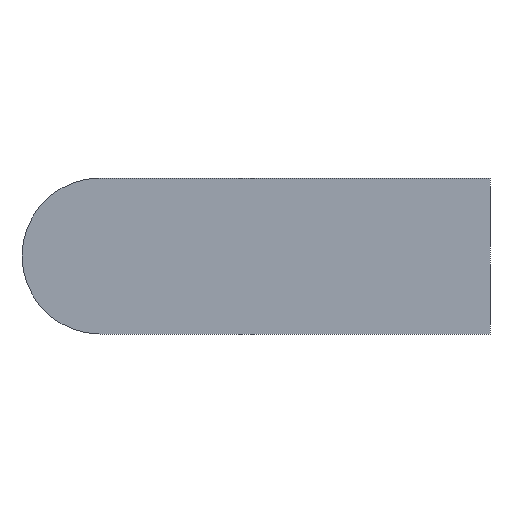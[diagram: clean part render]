
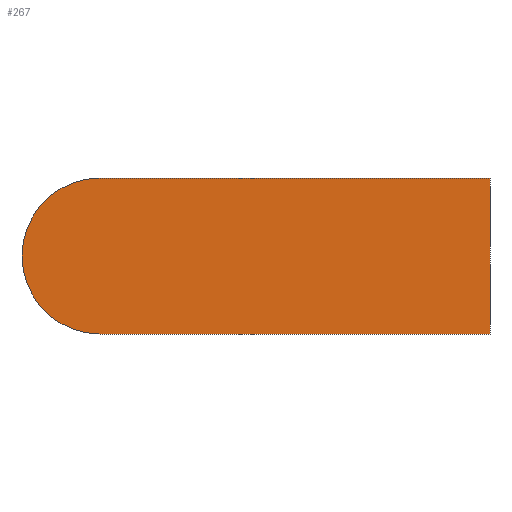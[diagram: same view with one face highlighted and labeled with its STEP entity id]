
A CAD part, left-side view. The second image highlights one B-rep face of the part: STEP entity #267.
In plain terms, the highlighted planar face has unit normal (-1, 0, 0).
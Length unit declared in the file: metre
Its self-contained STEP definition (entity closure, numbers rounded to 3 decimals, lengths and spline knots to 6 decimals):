
#17=CIRCLE('',#300,0.025);
#81=ORIENTED_EDGE('',*,*,#123,.F.);
#82=ORIENTED_EDGE('',*,*,#126,.F.);
#83=ORIENTED_EDGE('',*,*,#127,.F.);
#84=ORIENTED_EDGE('',*,*,#119,.T.);
#119=EDGE_CURVE('',#148,#147,#175,.T.);
#123=EDGE_CURVE('',#150,#147,#179,.T.);
#126=EDGE_CURVE('',#152,#150,#17,.T.);
#127=EDGE_CURVE('',#148,#152,#181,.T.);
#147=VERTEX_POINT('',#429);
#148=VERTEX_POINT('',#431);
#150=VERTEX_POINT('',#437);
#152=VERTEX_POINT('',#445);
#175=LINE('',#430,#205);
#179=LINE('',#438,#209);
#181=LINE('',#446,#211);
#205=VECTOR('',#353,1.);
#209=VECTOR('',#359,1.);
#211=VECTOR('',#369,1.);
#226=EDGE_LOOP('',(#81,#82,#83,#84));
#242=FACE_BOUND('',#226,.T.);
#254=PLANE('',#299);
#267=ADVANCED_FACE('',(#242),#254,.T.);
#299=AXIS2_PLACEMENT_3D('',#443,#365,#366);
#300=AXIS2_PLACEMENT_3D('',#444,#367,#368);
#353=DIRECTION('',(0.,0.,1.));
#359=DIRECTION('',(0.,-1.,0.));
#365=DIRECTION('',(-1.,0.,0.));
#366=DIRECTION('',(0.,0.,1.));
#367=DIRECTION('',(1.,0.,0.));
#368=DIRECTION('',(0.,0.,-1.));
#369=DIRECTION('',(0.,1.,0.));
#429=CARTESIAN_POINT('',(-0.0125,0.,0.0375));
#430=CARTESIAN_POINT('',(-0.0125,0.,0.025));
#431=CARTESIAN_POINT('',(-0.0125,0.,-0.0125));
#437=CARTESIAN_POINT('',(-0.0125,0.125,0.0375));
#438=CARTESIAN_POINT('',(-0.0125,0.125,0.0375));
#443=CARTESIAN_POINT('',(-0.0125,0.125,0.025));
#444=CARTESIAN_POINT('',(-0.0125,0.125,0.0125));
#445=CARTESIAN_POINT('',(-0.0125,0.125,-0.0125));
#446=CARTESIAN_POINT('',(-0.0125,0.,-0.0125));
